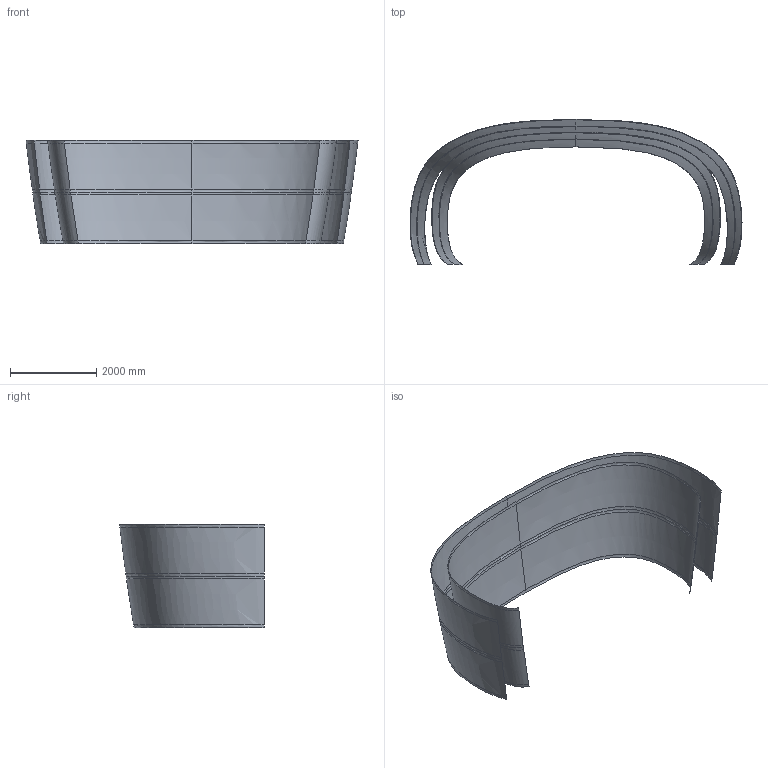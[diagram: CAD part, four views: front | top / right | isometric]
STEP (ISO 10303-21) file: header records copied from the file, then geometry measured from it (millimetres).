
FILE_DESCRIPTION(/* description */ (''),/* implementation_level */ '2;1');
FILE_NAME(/* name */ 'Kopie.stp',/* time_stamp */ '2019-05-29T07:44:26+02:00',/* author */ ('14051'),/* organization */ (''),/* preprocessor_version */ 'ST-DEVELOPER v18',/* originating_system */ 'Autodesk Inventor 2020',/* authorisation */ '');
FILE_SCHEMA (('AUTOMOTIVE_DESIGN { 1 0 10303 214 3 1 1 }'));
Length unit declared in the file: millimetre
Products named in the file (1): 27.05.19
Bounding box: 7681.58 x 3352.41 x 2400 mm (x, y, z)
Surface area: 54730579.1 mm2 (no closed solid volume)
Topology: 0 solids, 2 shells, 24 faces, 64 edges, 42 vertices
Faces by surface type: bspline 24
Entity records: 26784 total; most frequent: CARTESIAN_POINT 26338, ORIENTED_EDGE 96, B_SPLINE_CURVE_WITH_KNOTS 64, EDGE_CURVE 64, VERTEX_POINT 42, FACE_OUTER_BOUND 24, EDGE_LOOP 24, B_SPLINE_SURFACE_WITH_KNOTS 24
